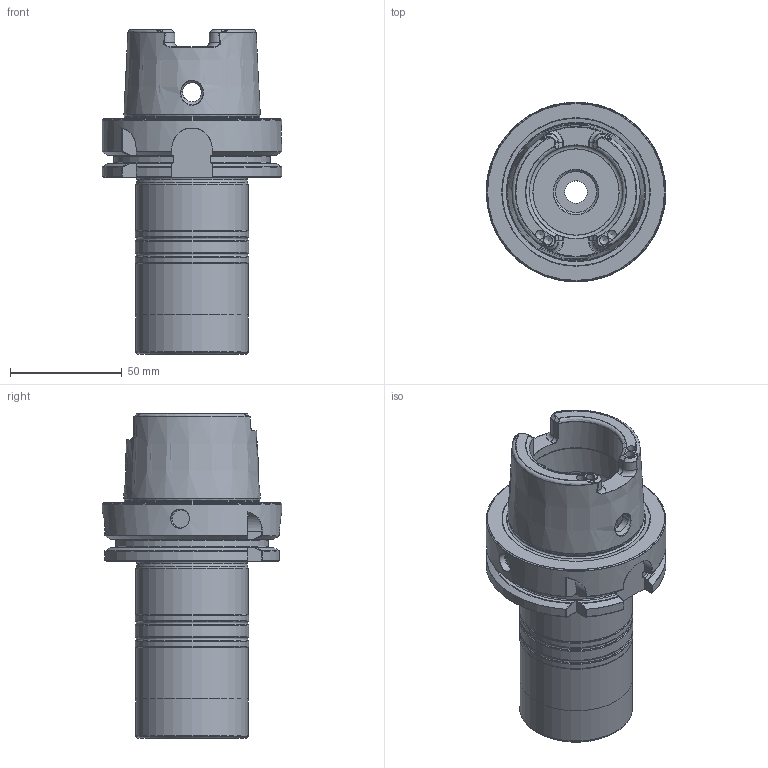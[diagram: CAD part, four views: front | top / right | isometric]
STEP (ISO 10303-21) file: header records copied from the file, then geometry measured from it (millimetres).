
FILE_DESCRIPTION(/* description */ (''),/* implementation_level */ '2;1');
FILE_NAME(/* name */ '458014060.stp',/* time_stamp */ '2021-01-08T12:41:40',/* author */ ('LRA'),/* organization */ ('REGO-FIX'),/* preprocessor_version */ ' Unknown',/* originating_system */ 'SIEMENS PLM Software Solid Edge ST10',/* authorization */ 'Unknown');
FILE_SCHEMA (('AUTOMOTIVE_DESIGN { 1 0 10303 214 2 1 1}'));
Length unit declared in the file: millimetre
Products named in the file (1): NOCUT
Bounding box: 80.3 x 80.3 x 145.2 mm (x, y, z)
Volume: 486000.2 mm3; surface area: 105111.2 mm2
Topology: 2 solids, 2 shells, 299 faces, 791 edges, 496 vertices
Faces by surface type: plane 90, cylinder 85, cone 78, torus 46
Full cylindrical faces by diameter (mm): 4 x8, 8.5 x6, 10 x2, 10.106 x4, 18.376 x2, 21 x2, 30.5 x2, 41.7 x2, 42 x2, 49.3 x2, 50 x5, 50.3 x2, 50.5 x3, 50.8 x3, 59.98 x1, 60.42 x1, 80 x1, 80.3 x1
Entity records: 10875 total; most frequent: CARTESIAN_POINT 2328, DIRECTION 1300, ORIENTED_EDGE 1234, EDGE_CURVE 617, AXIS2_PLACEMENT_3D 562, VERTEX_POINT 455, FACE_BOUND 440, EDGE_LOOP 432
